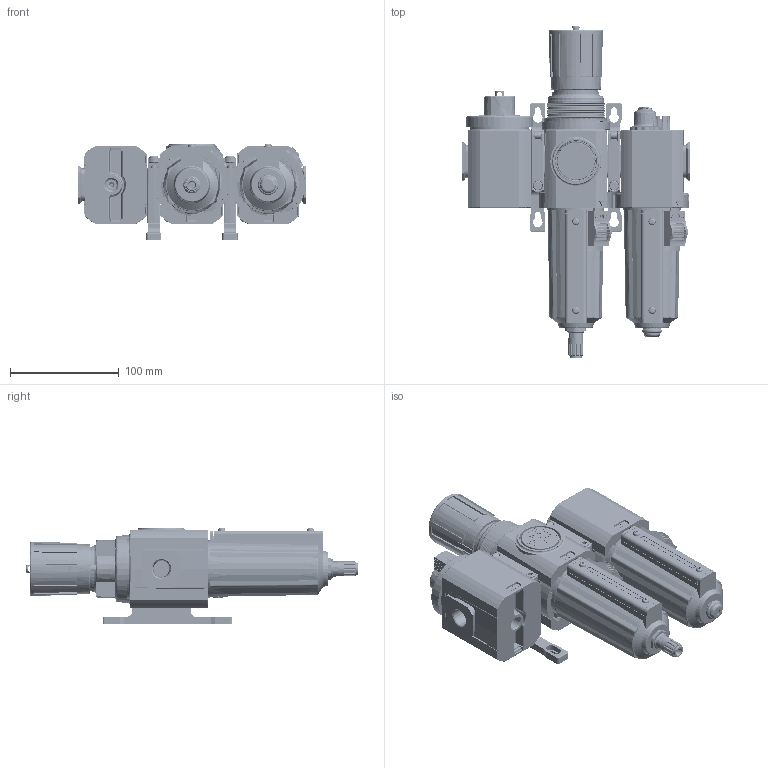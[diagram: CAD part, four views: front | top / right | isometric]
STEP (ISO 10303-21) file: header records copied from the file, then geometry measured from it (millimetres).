
FILE_DESCRIPTION (( 'STEP AP203' ), '1' );
FILE_NAME ('BL84-351A.step', '2021-09-07T18:09:19', ( '' ), ( '' ), 'SwSTEP 2.0', 'SolidWorks 2021', '' );
FILE_SCHEMA (( 'CONFIG_CONTROL_DESIGN' ));
Products named in the file (1): BL84-351A
Bounding box: 210.25 x 304.93 x 89 mm (x, y, z)
Volume: 1535199 mm3; surface area: 369131.6 mm2
Topology: 22 solids, 26 shells, 5433 faces, 14713 edges, 9560 vertices
Faces by surface type: plane 2239, cylinder 2190, bspline 501, cone 479, torus 24
Entity records: 189925 total; most frequent: CARTESIAN_POINT 55662, ORIENTED_EDGE 29378, DIRECTION 27326, EDGE_CURVE 14689, AXIS2_PLACEMENT_3D 9994, VERTEX_POINT 9560, LINE 7338, VECTOR 7338
